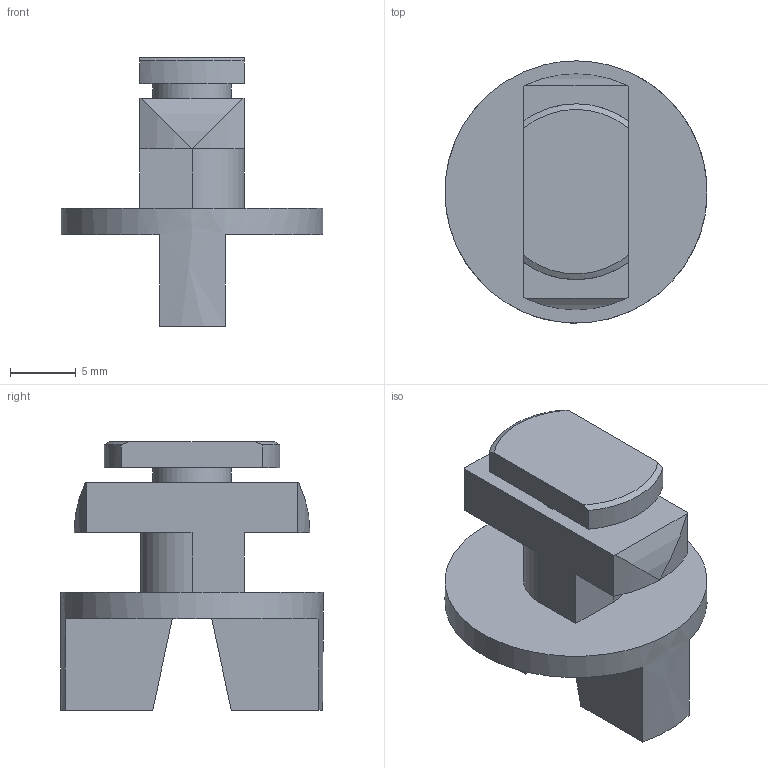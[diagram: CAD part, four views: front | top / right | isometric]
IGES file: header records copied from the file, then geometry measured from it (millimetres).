
Global section: file name: SZ1590S_A; native system: Autodesk Inventor 2015; preprocessor: unknown; author: D.Wölk,; organization: 11; date: 20151118.161526; units: millimetre
Bounding box: 19.99 x 20 x 20.5 mm (x, y, z)
Volume: 2183.7 mm3; surface area: 1803.8 mm2
Topology: 1 solids, 1 shells, 38 faces, 95 edges, 62 vertices
Faces by surface type: bspline 38
